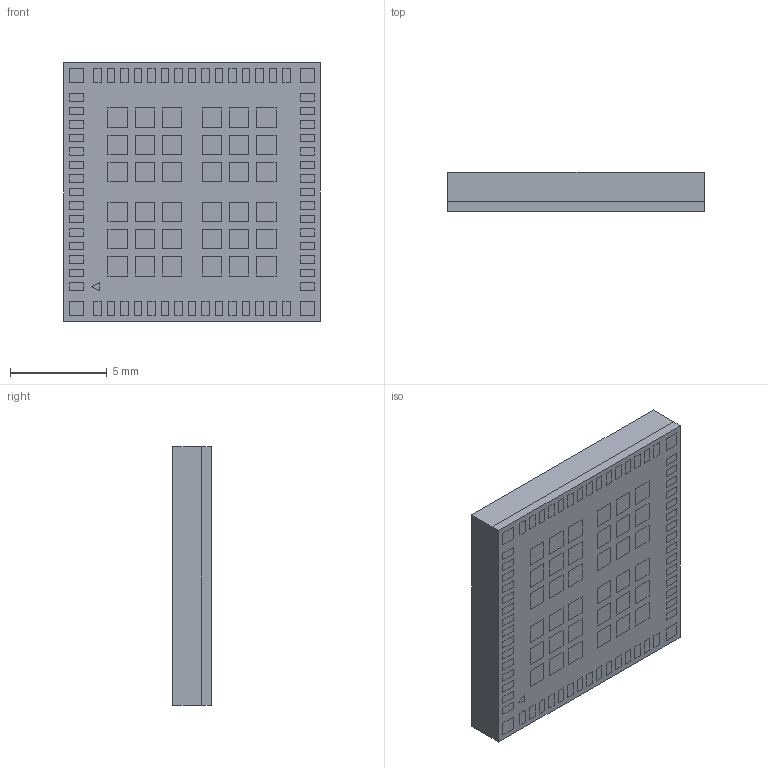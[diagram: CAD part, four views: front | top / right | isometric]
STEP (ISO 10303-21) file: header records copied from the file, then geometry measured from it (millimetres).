
FILE_DESCRIPTION (( 'STEP AP214' ), '1' );
FILE_NAME ('MOC100.STEP', '2024-01-23T05:43:40', ( '' ), ( '' ), 'SwSTEP 2.0', 'SolidWorks 2021', '' );
FILE_SCHEMA (( 'AUTOMOTIVE_DESIGN' ));
Length unit declared in the file: millimetre
Products named in the file (1): MOC100
Bounding box: 13.3 x 2 x 13.4 mm (x, y, z)
Volume: 356.4 mm3; surface area: 993.6 mm2
Topology: 104 solids, 104 shells, 1128 faces, 2454 edges, 1636 vertices
Faces by surface type: plane 1124, cylinder 4
Entity records: 31067 total; most frequent: CARTESIAN_POINT 5219, ORIENTED_EDGE 4908, DIRECTION 4720, EDGE_CURVE 2454, VECTOR 2446, LINE 2446, VERTEX_POINT 1636, EDGE_LOOP 1230
